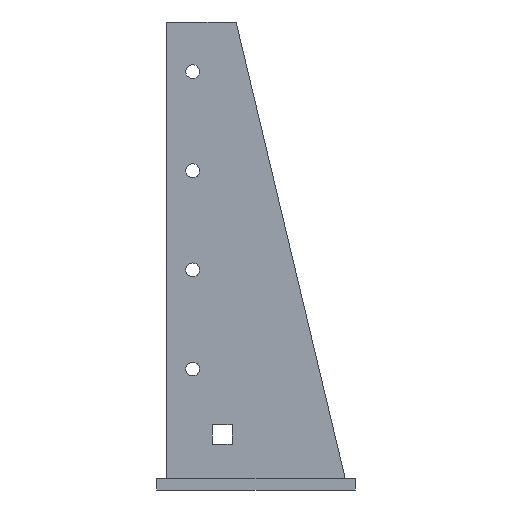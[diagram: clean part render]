
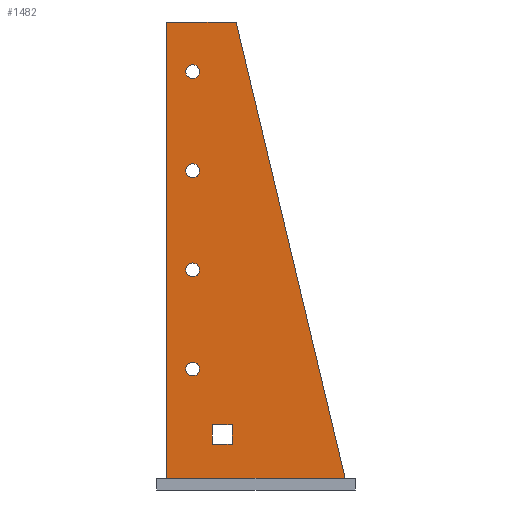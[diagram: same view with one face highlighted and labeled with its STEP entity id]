
A CAD part, left-side view. The second image highlights one B-rep face of the part: STEP entity #1482.
In plain terms, the highlighted planar face has unit normal (-1, 0, 0).
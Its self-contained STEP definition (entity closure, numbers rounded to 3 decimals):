
#20 = FACE_BOUND ( 'NONE', #1140, .T. ) ;
#28 = EDGE_CURVE ( 'NONE', #657, #373, #1536, .T. ) ;
#30 = FACE_BOUND ( 'NONE', #1329, .T. ) ;
#33 = CARTESIAN_POINT ( 'NONE',  ( 5., 72., 23. ) ) ;
#48 = EDGE_LOOP ( 'NONE', ( #450, #848 ) ) ;
#59 = DIRECTION ( 'NONE',  ( 0., 1., 0. ) ) ;
#65 = EDGE_CURVE ( 'NONE', #373, #1054, #1271, .T. ) ;
#78 = CARTESIAN_POINT ( 'NONE',  ( 5., 85.5, 211. ) ) ;
#80 = CIRCLE ( 'NONE', #1174, 3.5 ) ;
#90 = CARTESIAN_POINT ( 'NONE',  ( 5., 82., 61. ) ) ;
#99 = ORIENTED_EDGE ( 'NONE', *, *, #1081, .F. ) ;
#101 = EDGE_CURVE ( 'NONE', #1363, #1486, #737, .T. ) ;
#102 = CARTESIAN_POINT ( 'NONE',  ( 5., 82., 211. ) ) ;
#103 = DIRECTION ( 'NONE',  ( -1., 0., 0. ) ) ;
#104 = VECTOR ( 'NONE', #59, 1000. ) ;
#105 = DIRECTION ( 'NONE',  ( 0., -1., 0. ) ) ;
#109 = ORIENTED_EDGE ( 'NONE', *, *, #28, .F. ) ;
#111 = CARTESIAN_POINT ( 'NONE',  ( 5., 95., 6. ) ) ;
#118 = CARTESIAN_POINT ( 'NONE',  ( 5., 82., 111. ) ) ;
#131 = EDGE_CURVE ( 'NONE', #576, #481, #1326, .T. ) ;
#133 = CIRCLE ( 'NONE', #648, 3.5 ) ;
#147 = DIRECTION ( 'NONE',  ( 0., -1., 0. ) ) ;
#166 = EDGE_LOOP ( 'NONE', ( #1211, #99, #526, #109 ) ) ;
#185 = CARTESIAN_POINT ( 'NONE',  ( 5., 5., 6. ) ) ;
#195 = LINE ( 'NONE', #682, #292 ) ;
#218 = EDGE_LOOP ( 'NONE', ( #529, #1003, #1471, #1474 ) ) ;
#257 = FACE_OUTER_BOUND ( 'NONE', #218, .T. ) ;
#262 = LINE ( 'NONE', #384, #776 ) ;
#267 = CARTESIAN_POINT ( 'NONE',  ( 5., 0., 0. ) ) ;
#274 = CARTESIAN_POINT ( 'NONE',  ( 5., 85.5, 61. ) ) ;
#292 = VECTOR ( 'NONE', #927, 1000. ) ;
#336 = DIRECTION ( 'NONE',  ( 0., -1., 0. ) ) ;
#342 = VECTOR ( 'NONE', #754, 1000. ) ;
#344 = CIRCLE ( 'NONE', #1181, 3.5 ) ;
#345 = CARTESIAN_POINT ( 'NONE',  ( 5., 72., 23. ) ) ;
#351 = DIRECTION ( 'NONE',  ( 0., -1., 0. ) ) ;
#365 = CARTESIAN_POINT ( 'NONE',  ( 5., 95., 236. ) ) ;
#373 = VERTEX_POINT ( 'NONE', #549 ) ;
#384 = CARTESIAN_POINT ( 'NONE',  ( 5., 60., 236. ) ) ;
#413 = VECTOR ( 'NONE', #1024, 1000. ) ;
#450 = ORIENTED_EDGE ( 'NONE', *, *, #524, .F. ) ;
#454 = LINE ( 'NONE', #365, #1129 ) ;
#456 = DIRECTION ( 'NONE',  ( 0., -1., 0. ) ) ;
#464 = CARTESIAN_POINT ( 'NONE',  ( 5., 95., 6. ) ) ;
#470 = CARTESIAN_POINT ( 'NONE',  ( 5., 60., 236. ) ) ;
#478 = DIRECTION ( 'NONE',  ( 0., -1., 0. ) ) ;
#481 = VERTEX_POINT ( 'NONE', #185 ) ;
#524 = EDGE_CURVE ( 'NONE', #773, #875, #1331, .T. ) ;
#526 = ORIENTED_EDGE ( 'NONE', *, *, #65, .F. ) ;
#529 = ORIENTED_EDGE ( 'NONE', *, *, #966, .T. ) ;
#537 = AXIS2_PLACEMENT_3D ( 'NONE', #722, #1302, #699 ) ;
#539 = EDGE_CURVE ( 'NONE', #1264, #657, #1430, .T. ) ;
#549 = CARTESIAN_POINT ( 'NONE',  ( 5., 62., 33. ) ) ;
#555 = EDGE_CURVE ( 'NONE', #1486, #1363, #133, .T. ) ;
#556 = EDGE_LOOP ( 'NONE', ( #568, #1418 ) ) ;
#567 = EDGE_CURVE ( 'NONE', #1176, #849, #80, .T. ) ;
#568 = ORIENTED_EDGE ( 'NONE', *, *, #641, .F. ) ;
#576 = VERTEX_POINT ( 'NONE', #111 ) ;
#596 = EDGE_CURVE ( 'NONE', #875, #773, #871, .T. ) ;
#603 = DIRECTION ( 'NONE',  ( -1., 0., 0. ) ) ;
#607 = VERTEX_POINT ( 'NONE', #470 ) ;
#611 = DIRECTION ( 'NONE',  ( 0., -1., 0. ) ) ;
#621 = CIRCLE ( 'NONE', #717, 3.5 ) ;
#624 = DIRECTION ( 'NONE',  ( 0., -1., 0. ) ) ;
#638 = CARTESIAN_POINT ( 'NONE',  ( 5., 95., 236. ) ) ;
#641 = EDGE_CURVE ( 'NONE', #891, #677, #621, .T. ) ;
#648 = AXIS2_PLACEMENT_3D ( 'NONE', #118, #603, #336 ) ;
#651 = DIRECTION ( 'NONE',  ( -1., 0., 0. ) ) ;
#652 = AXIS2_PLACEMENT_3D ( 'NONE', #1381, #775, #1262 ) ;
#657 = VERTEX_POINT ( 'NONE', #1228 ) ;
#670 = ORIENTED_EDGE ( 'NONE', *, *, #567, .F. ) ;
#677 = VERTEX_POINT ( 'NONE', #274 ) ;
#678 = EDGE_CURVE ( 'NONE', #1044, #607, #262, .T. ) ;
#682 = CARTESIAN_POINT ( 'NONE',  ( 5., 60., 236. ) ) ;
#699 = DIRECTION ( 'NONE',  ( 0., -1., 0. ) ) ;
#717 = AXIS2_PLACEMENT_3D ( 'NONE', #90, #651, #611 ) ;
#722 = CARTESIAN_POINT ( 'NONE',  ( 5., 82., 161. ) ) ;
#737 = CIRCLE ( 'NONE', #1145, 3.5 ) ;
#751 = FACE_BOUND ( 'NONE', #166, .T. ) ;
#754 = DIRECTION ( 'NONE',  ( 0., 0., -1. ) ) ;
#770 = VECTOR ( 'NONE', #478, 1000. ) ;
#773 = VERTEX_POINT ( 'NONE', #979 ) ;
#775 = DIRECTION ( 'NONE',  ( -1., 0., 0. ) ) ;
#776 = VECTOR ( 'NONE', #624, 1000. ) ;
#790 = CARTESIAN_POINT ( 'NONE',  ( 5., 78.5, 61. ) ) ;
#836 = DIRECTION ( 'NONE',  ( 0., -1., 0. ) ) ;
#848 = ORIENTED_EDGE ( 'NONE', *, *, #596, .F. ) ;
#849 = VERTEX_POINT ( 'NONE', #78 ) ;
#862 = EDGE_CURVE ( 'NONE', #677, #891, #1232, .T. ) ;
#871 = CIRCLE ( 'NONE', #1067, 3.5 ) ;
#875 = VERTEX_POINT ( 'NONE', #1276 ) ;
#891 = VERTEX_POINT ( 'NONE', #790 ) ;
#927 = DIRECTION ( 'NONE',  ( 0., -0.233, -0.973 ) ) ;
#966 = EDGE_CURVE ( 'NONE', #1044, #576, #454, .T. ) ;
#979 = CARTESIAN_POINT ( 'NONE',  ( 5., 78.5, 161. ) ) ;
#985 = DIRECTION ( 'NONE',  ( -1., 0., 0. ) ) ;
#991 = FACE_BOUND ( 'NONE', #556, .T. ) ;
#1000 = CARTESIAN_POINT ( 'NONE',  ( 5., 78.5, 111. ) ) ;
#1003 = ORIENTED_EDGE ( 'NONE', *, *, #131, .T. ) ;
#1007 = AXIS2_PLACEMENT_3D ( 'NONE', #267, #1470, #147 ) ;
#1024 = DIRECTION ( 'NONE',  ( 0., 0., 1. ) ) ;
#1044 = VERTEX_POINT ( 'NONE', #638 ) ;
#1054 = VERTEX_POINT ( 'NONE', #1491 ) ;
#1067 = AXIS2_PLACEMENT_3D ( 'NONE', #1325, #103, #456 ) ;
#1079 = DIRECTION ( 'NONE',  ( 0., -1., 0. ) ) ;
#1081 = EDGE_CURVE ( 'NONE', #1054, #1264, #1384, .T. ) ;
#1086 = DIRECTION ( 'NONE',  ( -1., 0., 0. ) ) ;
#1105 = FACE_BOUND ( 'NONE', #48, .T. ) ;
#1129 = VECTOR ( 'NONE', #1541, 1000. ) ;
#1140 = EDGE_LOOP ( 'NONE', ( #1160, #1185 ) ) ;
#1145 = AXIS2_PLACEMENT_3D ( 'NONE', #1207, #1312, #105 ) ;
#1148 = CARTESIAN_POINT ( 'NONE',  ( 5., 72., 33. ) ) ;
#1160 = ORIENTED_EDGE ( 'NONE', *, *, #555, .F. ) ;
#1174 = AXIS2_PLACEMENT_3D ( 'NONE', #1317, #1086, #351 ) ;
#1176 = VERTEX_POINT ( 'NONE', #1183 ) ;
#1181 = AXIS2_PLACEMENT_3D ( 'NONE', #102, #985, #836 ) ;
#1182 = CARTESIAN_POINT ( 'NONE',  ( 5., 62., 23. ) ) ;
#1183 = CARTESIAN_POINT ( 'NONE',  ( 5., 78.5, 211. ) ) ;
#1185 = ORIENTED_EDGE ( 'NONE', *, *, #101, .F. ) ;
#1207 = CARTESIAN_POINT ( 'NONE',  ( 5., 82., 111. ) ) ;
#1211 = ORIENTED_EDGE ( 'NONE', *, *, #539, .F. ) ;
#1228 = CARTESIAN_POINT ( 'NONE',  ( 5., 62., 23. ) ) ;
#1231 = ORIENTED_EDGE ( 'NONE', *, *, #1540, .F. ) ;
#1232 = CIRCLE ( 'NONE', #652, 3.5 ) ;
#1262 = DIRECTION ( 'NONE',  ( 0., -1., 0. ) ) ;
#1264 = VERTEX_POINT ( 'NONE', #1516 ) ;
#1271 = LINE ( 'NONE', #1148, #104 ) ;
#1276 = CARTESIAN_POINT ( 'NONE',  ( 5., 85.5, 161. ) ) ;
#1294 = EDGE_CURVE ( 'NONE', #607, #481, #195, .T. ) ;
#1302 = DIRECTION ( 'NONE',  ( -1., 0., 0. ) ) ;
#1312 = DIRECTION ( 'NONE',  ( -1., 0., 0. ) ) ;
#1317 = CARTESIAN_POINT ( 'NONE',  ( 5., 82., 211. ) ) ;
#1325 = CARTESIAN_POINT ( 'NONE',  ( 5., 82., 161. ) ) ;
#1326 = LINE ( 'NONE', #464, #1500 ) ;
#1329 = EDGE_LOOP ( 'NONE', ( #670, #1231 ) ) ;
#1331 = CIRCLE ( 'NONE', #537, 3.5 ) ;
#1359 = PLANE ( 'NONE',  #1007 ) ;
#1363 = VERTEX_POINT ( 'NONE', #1562 ) ;
#1381 = CARTESIAN_POINT ( 'NONE',  ( 5., 82., 61. ) ) ;
#1384 = LINE ( 'NONE', #33, #342 ) ;
#1418 = ORIENTED_EDGE ( 'NONE', *, *, #862, .F. ) ;
#1430 = LINE ( 'NONE', #345, #770 ) ;
#1470 = DIRECTION ( 'NONE',  ( -1., 0., 0. ) ) ;
#1471 = ORIENTED_EDGE ( 'NONE', *, *, #1294, .F. ) ;
#1474 = ORIENTED_EDGE ( 'NONE', *, *, #678, .F. ) ;
#1482 = ADVANCED_FACE ( 'NONE', ( #751, #1105, #30, #257, #20, #991 ), #1359, .T. ) ;
#1486 = VERTEX_POINT ( 'NONE', #1000 ) ;
#1491 = CARTESIAN_POINT ( 'NONE',  ( 5., 72., 33. ) ) ;
#1500 = VECTOR ( 'NONE', #1079, 1000. ) ;
#1516 = CARTESIAN_POINT ( 'NONE',  ( 5., 72., 23. ) ) ;
#1536 = LINE ( 'NONE', #1182, #413 ) ;
#1540 = EDGE_CURVE ( 'NONE', #849, #1176, #344, .T. ) ;
#1541 = DIRECTION ( 'NONE',  ( 0., 0., -1. ) ) ;
#1562 = CARTESIAN_POINT ( 'NONE',  ( 5., 85.5, 111. ) ) ;
